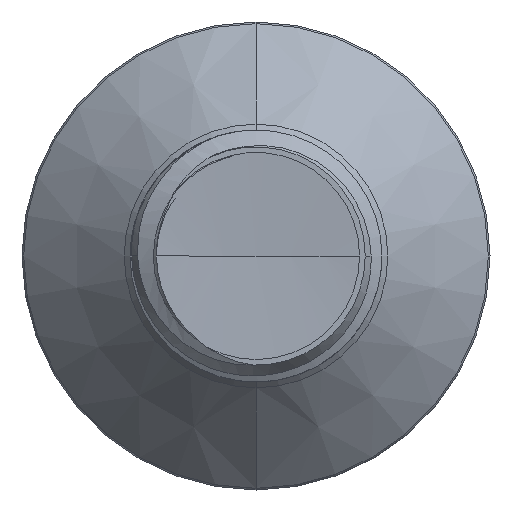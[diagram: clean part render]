
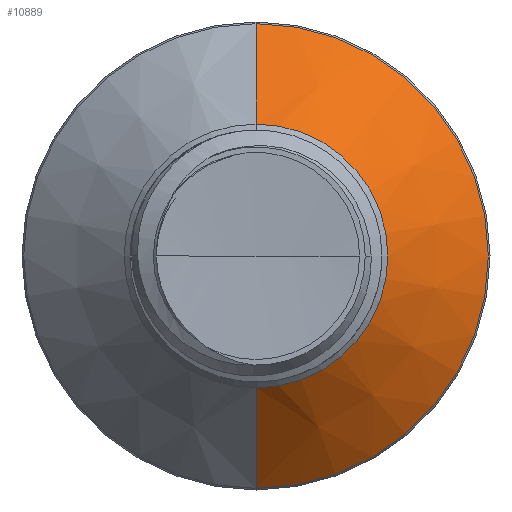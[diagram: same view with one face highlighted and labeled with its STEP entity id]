
A CAD part, front view. The second image highlights one B-rep face of the part: STEP entity #10889.
In plain terms, the highlighted conical face has half-angle 45 degrees and reference radius 1.832 mm.
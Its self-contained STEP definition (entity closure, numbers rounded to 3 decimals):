
#331 = LINE ( 'NONE', #25569, #21839 ) ;
#840 = CARTESIAN_POINT ( 'NONE',  ( 0., 8.313, -1.832 ) ) ;
#967 = CARTESIAN_POINT ( 'NONE',  ( 0., 8.313, 1.832 ) ) ;
#1421 = CONICAL_SURFACE ( 'NONE', #17294, 1.832, 0.785 ) ;
#1921 = DIRECTION ( 'NONE',  ( 0., 0., 1. ) ) ;
#2011 = DIRECTION ( 'NONE',  ( 0., 1., 0. ) ) ;
#2099 = CARTESIAN_POINT ( 'NONE',  ( 0., 9.708, 0. ) ) ;
#4070 = EDGE_CURVE ( 'NONE', #20171, #21794, #21667, .T. ) ;
#6600 = VECTOR ( 'NONE', #21797, 1000. ) ;
#6801 = CARTESIAN_POINT ( 'NONE',  ( 0., 8.313, 0. ) ) ;
#10455 = CARTESIAN_POINT ( 'NONE',  ( 0., 9.708, 3.227 ) ) ;
#10555 = CARTESIAN_POINT ( 'NONE',  ( 0., 8.313, 0. ) ) ;
#10889 = ADVANCED_FACE ( 'NONE', ( #23468 ), #1421, .T. ) ;
#10906 = DIRECTION ( 'NONE',  ( 0., 1., 0. ) ) ;
#11516 = AXIS2_PLACEMENT_3D ( 'NONE', #2099, #2011, #1921 ) ;
#12175 = LINE ( 'NONE', #967, #6600 ) ;
#12670 = DIRECTION ( 'NONE',  ( 0., 0., 1. ) ) ;
#12965 = ORIENTED_EDGE ( 'NONE', *, *, #4070, .F. ) ;
#13303 = DIRECTION ( 'NONE',  ( 0., 0., 1. ) ) ;
#13321 = DIRECTION ( 'NONE',  ( 0., 0.707, -0.707 ) ) ;
#13845 = AXIS2_PLACEMENT_3D ( 'NONE', #10555, #24946, #12670 ) ;
#14052 = EDGE_CURVE ( 'NONE', #14375, #26131, #26289, .T. ) ;
#14375 = VERTEX_POINT ( 'NONE', #19158 ) ;
#14756 = EDGE_CURVE ( 'NONE', #14375, #20171, #12175, .T. ) ;
#17294 = AXIS2_PLACEMENT_3D ( 'NONE', #6801, #10906, #13303 ) ;
#18380 = ORIENTED_EDGE ( 'NONE', *, *, #14052, .T. ) ;
#18779 = CARTESIAN_POINT ( 'NONE',  ( 0., 9.708, -3.227 ) ) ;
#19158 = CARTESIAN_POINT ( 'NONE',  ( 0., 8.313, 1.832 ) ) ;
#20171 = VERTEX_POINT ( 'NONE', #10455 ) ;
#21569 = ORIENTED_EDGE ( 'NONE', *, *, #14756, .F. ) ;
#21667 = CIRCLE ( 'NONE', #11516, 3.227 ) ;
#21794 = VERTEX_POINT ( 'NONE', #18779 ) ;
#21797 = DIRECTION ( 'NONE',  ( 0., 0.707, 0.707 ) ) ;
#21839 = VECTOR ( 'NONE', #13321, 1000. ) ;
#23150 = EDGE_CURVE ( 'NONE', #26131, #21794, #331, .T. ) ;
#23384 = ORIENTED_EDGE ( 'NONE', *, *, #23150, .T. ) ;
#23468 = FACE_OUTER_BOUND ( 'NONE', #24021, .T. ) ;
#24021 = EDGE_LOOP ( 'NONE', ( #18380, #23384, #12965, #21569 ) ) ;
#24946 = DIRECTION ( 'NONE',  ( 0., 1., 0. ) ) ;
#25569 = CARTESIAN_POINT ( 'NONE',  ( 0., 8.313, -1.832 ) ) ;
#26131 = VERTEX_POINT ( 'NONE', #840 ) ;
#26289 = CIRCLE ( 'NONE', #13845, 1.832 ) ;
